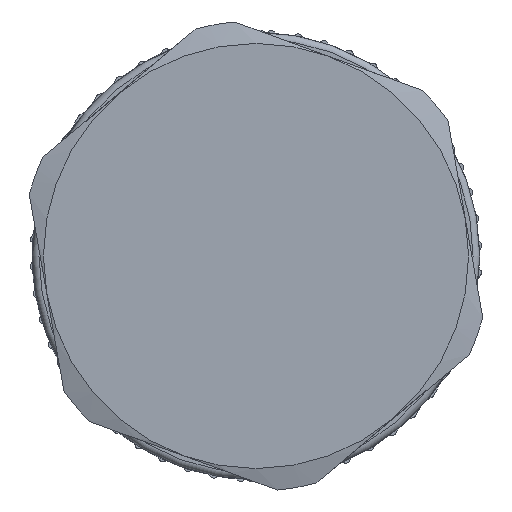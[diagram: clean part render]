
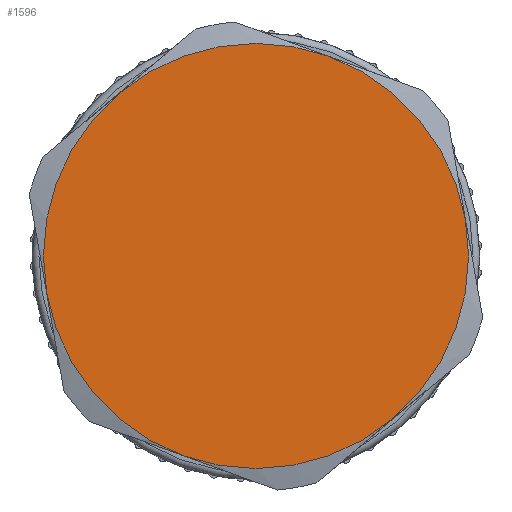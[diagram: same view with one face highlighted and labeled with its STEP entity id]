
A CAD part, left-side view. The second image highlights one B-rep face of the part: STEP entity #1596.
In plain terms, the highlighted planar face has unit normal (-1, 0, 0).
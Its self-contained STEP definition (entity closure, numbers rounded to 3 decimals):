
#420=PLANE('',#13583);
#1596=ADVANCED_FACE('',(#2513),#420,.T.);
#2513=FACE_OUTER_BOUND('',#3221,.T.);
#3221=EDGE_LOOP('',(#7351,#7352,#7353,#7354,#7355,#7356));
#3703=CIRCLE('',#13577,9.5);
#3704=CIRCLE('',#13578,9.5);
#3705=CIRCLE('',#13579,9.5);
#3706=CIRCLE('',#13580,9.5);
#3707=CIRCLE('',#13581,9.5);
#3708=CIRCLE('',#13582,9.5);
#7351=ORIENTED_EDGE('',*,*,#10495,.T.);
#7352=ORIENTED_EDGE('',*,*,#10496,.T.);
#7353=ORIENTED_EDGE('',*,*,#10497,.T.);
#7354=ORIENTED_EDGE('',*,*,#10498,.T.);
#7355=ORIENTED_EDGE('',*,*,#10499,.T.);
#7356=ORIENTED_EDGE('',*,*,#10500,.T.);
#8647=VERTEX_POINT('',#23056);
#8648=VERTEX_POINT('',#23057);
#8649=VERTEX_POINT('',#23059);
#8650=VERTEX_POINT('',#23061);
#8651=VERTEX_POINT('',#23063);
#8652=VERTEX_POINT('',#23065);
#10495=EDGE_CURVE('',#8647,#8648,#3703,.T.);
#10496=EDGE_CURVE('',#8648,#8649,#3704,.T.);
#10497=EDGE_CURVE('',#8649,#8650,#3705,.T.);
#10498=EDGE_CURVE('',#8650,#8651,#3706,.T.);
#10499=EDGE_CURVE('',#8651,#8652,#3707,.T.);
#10500=EDGE_CURVE('',#8652,#8647,#3708,.T.);
#13577=AXIS2_PLACEMENT_3D('',#23055,#16795,#16796);
#13578=AXIS2_PLACEMENT_3D('',#23058,#16797,#16798);
#13579=AXIS2_PLACEMENT_3D('',#23060,#16799,#16800);
#13580=AXIS2_PLACEMENT_3D('',#23062,#16801,#16802);
#13581=AXIS2_PLACEMENT_3D('',#23064,#16803,#16804);
#13582=AXIS2_PLACEMENT_3D('',#23066,#16805,#16806);
#13583=AXIS2_PLACEMENT_3D('',#23067,#16807,#16808);
#16795=DIRECTION('',(-1.,0.,0.));
#16796=DIRECTION('',(0.,-0.94,-0.342));
#16797=DIRECTION('',(-1.,0.,0.));
#16798=DIRECTION('',(0.,-0.94,-0.342));
#16799=DIRECTION('',(-1.,0.,0.));
#16800=DIRECTION('',(0.,-0.94,-0.342));
#16801=DIRECTION('',(-1.,0.,0.));
#16802=DIRECTION('',(0.,-0.94,-0.342));
#16803=DIRECTION('',(-1.,0.,0.));
#16804=DIRECTION('',(0.,-0.94,-0.342));
#16805=DIRECTION('',(-1.,0.,0.));
#16806=DIRECTION('',(0.,-0.94,-0.342));
#16807=DIRECTION('',(-1.,0.,0.));
#16808=DIRECTION('',(0.,0.94,0.342));
#23055=CARTESIAN_POINT('',(-38.,0.,0.));
#23056=CARTESIAN_POINT('',(-38.,9.356,-1.65));
#23057=CARTESIAN_POINT('',(-38.,3.249,-8.927));
#23058=CARTESIAN_POINT('',(-38.,0.,0.));
#23059=CARTESIAN_POINT('',(-38.,-6.106,-7.277));
#23060=CARTESIAN_POINT('',(-38.,0.,0.));
#23061=CARTESIAN_POINT('',(-38.,-9.356,1.65));
#23062=CARTESIAN_POINT('',(-38.,0.,0.));
#23063=CARTESIAN_POINT('',(-38.,-3.249,8.927));
#23064=CARTESIAN_POINT('',(-38.,0.,0.));
#23065=CARTESIAN_POINT('',(-38.,6.106,7.277));
#23066=CARTESIAN_POINT('',(-38.,0.,0.));
#23067=CARTESIAN_POINT('',(-38.,0.,0.));
